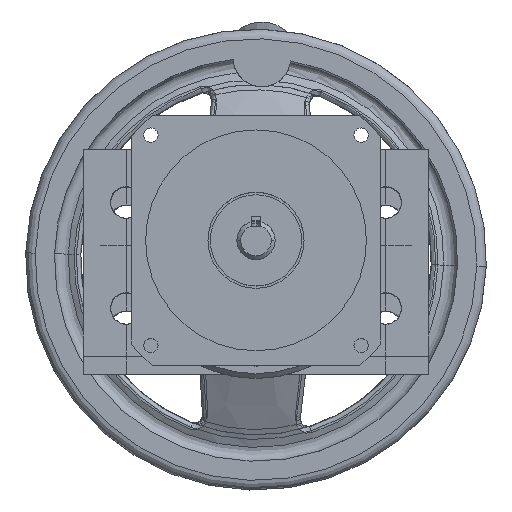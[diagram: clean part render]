
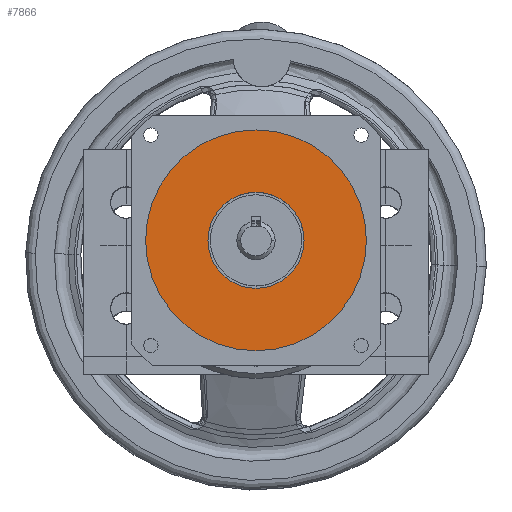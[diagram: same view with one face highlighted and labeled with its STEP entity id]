
A CAD part, top view. The second image highlights one B-rep face of the part: STEP entity #7866.
In plain terms, the highlighted planar face has unit normal (0, 0, 1).
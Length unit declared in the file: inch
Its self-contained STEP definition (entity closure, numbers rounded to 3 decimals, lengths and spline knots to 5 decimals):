
#8 = DIRECTION ( 'NONE',  ( 0., 0., 1. ) ) ;
#64 = AXIS2_PLACEMENT_3D ( 'NONE', #14052, #6532, #15307 ) ;
#120 = CIRCLE ( 'NONE', #2183, 1.4375 ) ;
#489 = AXIS2_PLACEMENT_3D ( 'NONE', #6887, #15659, #8161 ) ;
#829 = ORIENTED_EDGE ( 'NONE', *, *, #6131, .T. ) ;
#1153 = ORIENTED_EDGE ( 'NONE', *, *, #10103, .F. ) ;
#1382 = VERTEX_POINT ( 'NONE', #11074 ) ;
#1532 = CARTESIAN_POINT ( 'NONE',  ( 3.6875, 1.5, 3.71 ) ) ;
#1694 = FACE_OUTER_BOUND ( 'NONE', #5620, .T. ) ;
#1855 = CARTESIAN_POINT ( 'NONE',  ( 1.625, 1.5, 3.71 ) ) ;
#2183 = AXIS2_PLACEMENT_3D ( 'NONE', #7634, #8, #8894 ) ;
#3771 = DIRECTION ( 'NONE',  ( 0., 0., 1. ) ) ;
#3976 = AXIS2_PLACEMENT_3D ( 'NONE', #8871, #3771, #12677 ) ;
#4690 = CIRCLE ( 'NONE', #64, 0.625 ) ;
#4723 = EDGE_CURVE ( 'NONE', #1382, #11995, #4690, .T. ) ;
#4763 = CARTESIAN_POINT ( 'NONE',  ( 0.8125, 1.5, 3.71 ) ) ;
#5195 = CARTESIAN_POINT ( 'NONE',  ( 2.25, 1.5, 3.71 ) ) ;
#5620 = EDGE_LOOP ( 'NONE', ( #6591, #829 ) ) ;
#6131 = EDGE_CURVE ( 'NONE', #7720, #13255, #7305, .T. ) ;
#6504 = DIRECTION ( 'NONE',  ( 1., 0., 0. ) ) ;
#6532 = DIRECTION ( 'NONE',  ( 0., 0., 1. ) ) ;
#6591 = ORIENTED_EDGE ( 'NONE', *, *, #8827, .T. ) ;
#6887 = CARTESIAN_POINT ( 'NONE',  ( 2.25, 1.5, 3.71 ) ) ;
#7305 = CIRCLE ( 'NONE', #489, 1.4375 ) ;
#7634 = CARTESIAN_POINT ( 'NONE',  ( 2.25, 1.5, 3.71 ) ) ;
#7720 = VERTEX_POINT ( 'NONE', #4763 ) ;
#7866 = ADVANCED_FACE ( 'NONE', ( #12234, #1694 ), #13855, .T. ) ;
#8161 = DIRECTION ( 'NONE',  ( 1., 0., 0. ) ) ;
#8827 = EDGE_CURVE ( 'NONE', #13255, #7720, #120, .T. ) ;
#8871 = CARTESIAN_POINT ( 'NONE',  ( 2.25, 1.5, 3.71 ) ) ;
#8894 = DIRECTION ( 'NONE',  ( 1., 0., 0. ) ) ;
#10103 = EDGE_CURVE ( 'NONE', #11995, #1382, #13923, .T. ) ;
#10535 = AXIS2_PLACEMENT_3D ( 'NONE', #5195, #14031, #6504 ) ;
#11074 = CARTESIAN_POINT ( 'NONE',  ( 2.875, 1.5, 3.71 ) ) ;
#11995 = VERTEX_POINT ( 'NONE', #1855 ) ;
#12234 = FACE_BOUND ( 'NONE', #14884, .T. ) ;
#12677 = DIRECTION ( 'NONE',  ( 1., 0., 0. ) ) ;
#13255 = VERTEX_POINT ( 'NONE', #1532 ) ;
#13855 = PLANE ( 'NONE',  #3976 ) ;
#13923 = CIRCLE ( 'NONE', #10535, 0.625 ) ;
#14031 = DIRECTION ( 'NONE',  ( 0., 0., 1. ) ) ;
#14052 = CARTESIAN_POINT ( 'NONE',  ( 2.25, 1.5, 3.71 ) ) ;
#14884 = EDGE_LOOP ( 'NONE', ( #1153, #16375 ) ) ;
#15307 = DIRECTION ( 'NONE',  ( 1., 0., 0. ) ) ;
#15659 = DIRECTION ( 'NONE',  ( 0., 0., 1. ) ) ;
#16375 = ORIENTED_EDGE ( 'NONE', *, *, #4723, .F. ) ;
